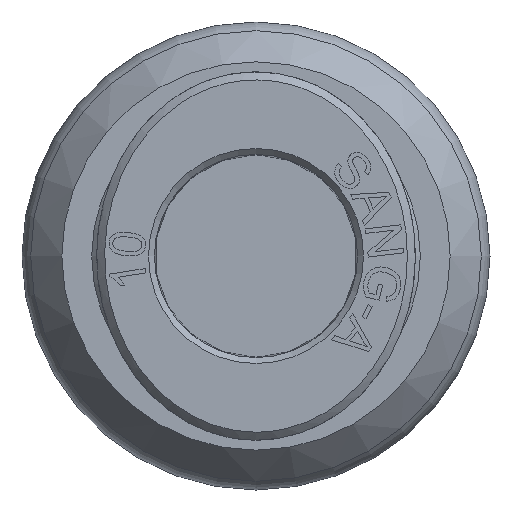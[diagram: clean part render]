
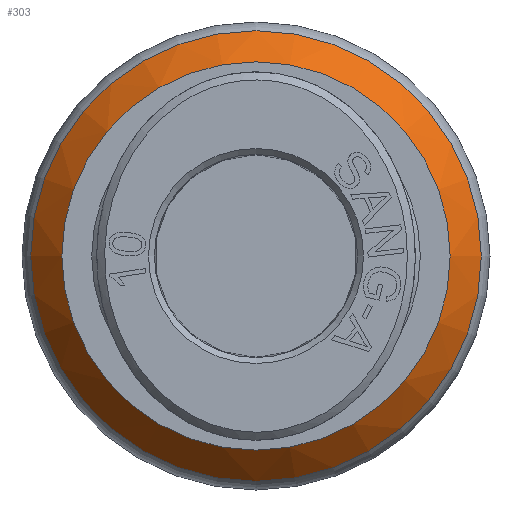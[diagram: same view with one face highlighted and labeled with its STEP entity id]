
A CAD part, left-side view. The second image highlights one B-rep face of the part: STEP entity #303.
In plain terms, the highlighted conical face has half-angle 38.66 degrees and reference radius 9.75 mm.
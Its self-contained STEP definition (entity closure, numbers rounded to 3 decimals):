
#272=CARTESIAN_POINT('',(1.548,8.188,0.));
#273=VERTEX_POINT('',#272);
#274=CARTESIAN_POINT('',(1.548,0.,0.));
#275=DIRECTION('',(-1.0,0.0,0.0));
#276=DIRECTION('',(0.0,-1.0,0.0));
#277=AXIS2_PLACEMENT_3D('',#274,#275,#276);
#278=CIRCLE('',#277,8.188);
#279=EDGE_CURVE('',#273,#273,#278,.T.);
#284=CARTESIAN_POINT('',(3.5,0.,0.0));
#285=DIRECTION('',(1.0,0.,0.0));
#286=DIRECTION('',(0.0,1.0,0.0));
#287=AXIS2_PLACEMENT_3D('',#284,#285,#286);
#288=CONICAL_SURFACE('',#287,9.75,38.66);
#289=CARTESIAN_POINT('',(5.452,11.312,0.));
#290=VERTEX_POINT('',#289);
#291=CARTESIAN_POINT('',(5.452,0.0,0.));
#292=DIRECTION('',(1.0,0.0,0.0));
#293=DIRECTION('',(0.0,-1.0,0.0));
#294=AXIS2_PLACEMENT_3D('',#291,#292,#293);
#295=CIRCLE('',#294,11.312);
#296=EDGE_CURVE('',#290,#290,#295,.T.);
#297=ORIENTED_EDGE('',*,*,#296,.F.);
#298=EDGE_LOOP('',(#297));
#299=FACE_OUTER_BOUND('',#298,.T.);
#300=ORIENTED_EDGE('',*,*,#279,.F.);
#301=EDGE_LOOP('',(#300));
#302=FACE_BOUND('',#301,.T.);
#303=ADVANCED_FACE('',(#299,#302),#288,.T.);
